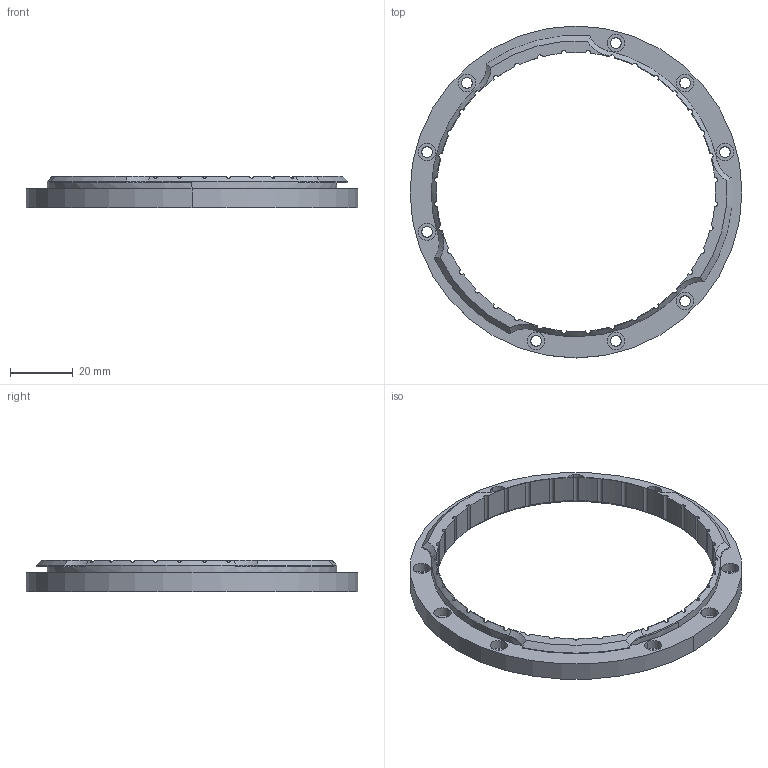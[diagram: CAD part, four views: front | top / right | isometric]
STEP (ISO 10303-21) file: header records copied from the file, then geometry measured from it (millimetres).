
FILE_DESCRIPTION((''),'2;1');
FILE_NAME('PP1_BELLOWS_LOCK_FLANGE','2006-06-29T',('ericcan'),('Lawrence Berkeley National Lab'),'PRO/ENGINEER BY PARAMETRIC TECHNOLOGY CORPORATION, 2004280','PRO/ENGINEER BY PARAMETRIC TECHNOLOGY CORPORATION, 2004280','');
FILE_SCHEMA(('CONFIG_CONTROL_DESIGN'));
Length unit declared in the file: millimetre
Products named in the file (1): PP1_BELLOWS_LOCK_FLANGE
Bounding box: 106 x 106 x 10 mm (x, y, z)
Volume: 16651.2 mm3; surface area: 12411.6 mm2
Topology: 1 solids, 1 shells, 188 faces, 507 edges, 330 vertices
Faces by surface type: cylinder 121, plane 35, cone 32
Entity records: 6645 total; most frequent: CARTESIAN_POINT 1703, DIRECTION 1102, ORIENTED_EDGE 1014, EDGE_CURVE 507, AXIS2_PLACEMENT_3D 476, VERTEX_POINT 330, CIRCLE 288, EDGE_LOOP 217
